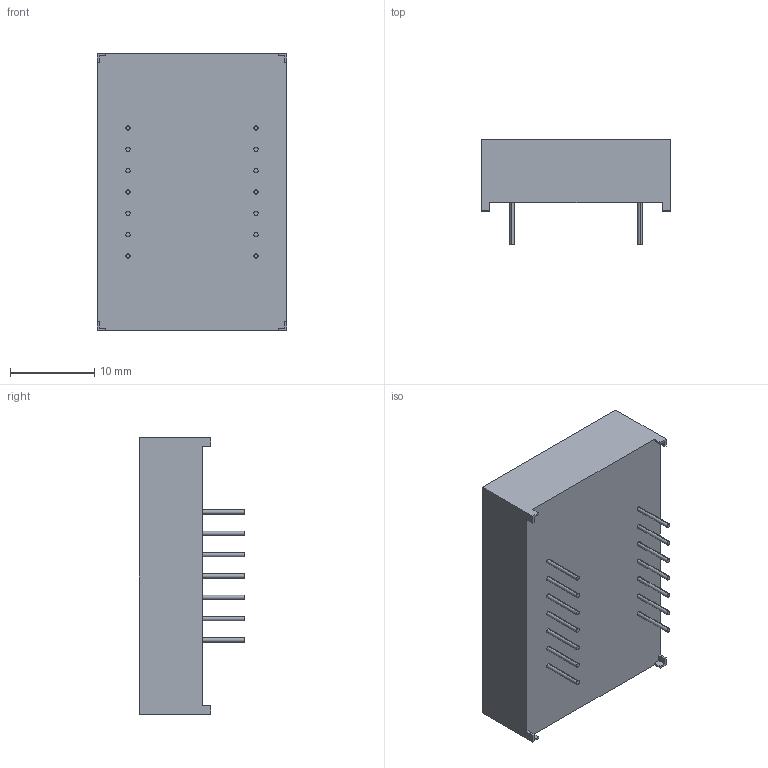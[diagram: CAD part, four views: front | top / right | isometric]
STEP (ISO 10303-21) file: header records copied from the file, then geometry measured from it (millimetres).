
FILE_DESCRIPTION (( 'STEP AP214' ), '1' );
FILE_NAME ('SA10-11.STEP', '2008-09-07T16:13:47', ( '' ), ( '' ), 'SwSTEP 2.0', 'SolidWorks 2008', '' );
FILE_SCHEMA (( 'AUTOMOTIVE_DESIGN' ));
Length unit declared in the file: millimetre
Products named in the file (1): SA10-11
Bounding box: 22.5 x 12.5 x 32.9 mm (x, y, z)
Volume: 5553.5 mm3; surface area: 2455.5 mm2
Topology: 1 solids, 1 shells, 389 faces, 1011 edges, 674 vertices
Faces by surface type: plane 243, bspline 116, cylinder 30
Entity records: 21495 total; most frequent: CARTESIAN_POINT 8463, ORIENTED_EDGE 2022, DIRECTION 1387, EDGE_CURVE 1011, LINE 719, VECTOR 719, VERTEX_POINT 674, EDGE_LOOP 439
